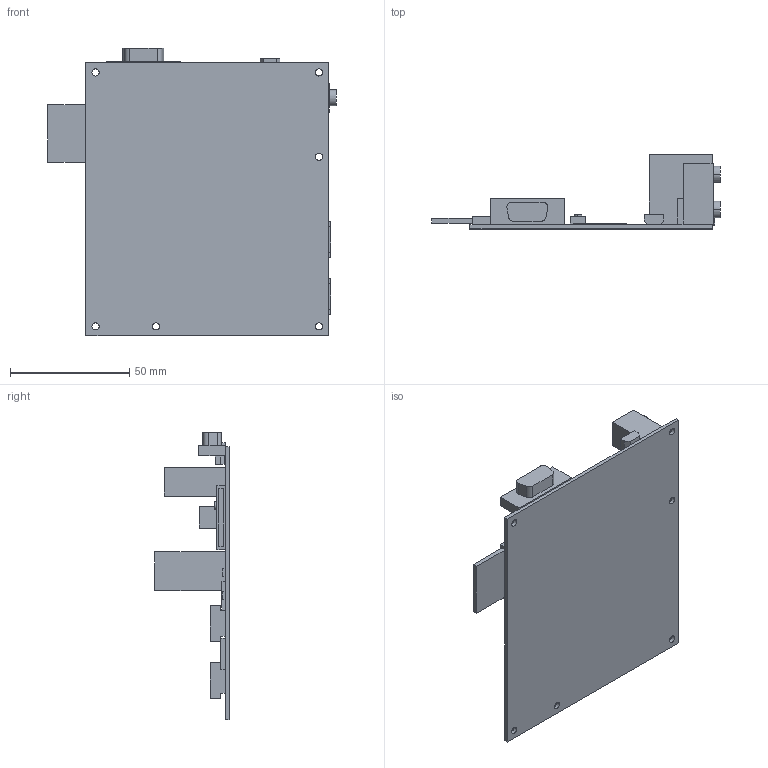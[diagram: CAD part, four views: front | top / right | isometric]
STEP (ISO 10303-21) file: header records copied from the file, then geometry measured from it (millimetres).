
FILE_DESCRIPTION((''),'2;1');
FILE_NAME('PANDABOARD','2012-07-20T',('bdoughty'),(''),'PRO/ENGINEER BY PARAMETRIC TECHNOLOGY CORPORATION, 2010280','PRO/ENGINEER BY PARAMETRIC TECHNOLOGY CORPORATION, 2010280','');
FILE_SCHEMA(('CONFIG_CONTROL_DESIGN'));
Length unit declared in the file: millimetre
Products named in the file (1): PANDABOARD
Bounding box: 120.75 x 31.12 x 120.5 mm (x, y, z)
Volume: 39929.7 mm3; surface area: 34403.6 mm2
Topology: 1 solids, 1 shells, 406 faces, 1084 edges, 718 vertices
Faces by surface type: plane 380, cylinder 26
Entity records: 12470 total; most frequent: CARTESIAN_POINT 2208, ORIENTED_EDGE 2168, DIRECTION 1948, EDGE_CURVE 1084, VECTOR 1032, LINE 1032, VERTEX_POINT 718, AXIS2_PLACEMENT_3D 458
